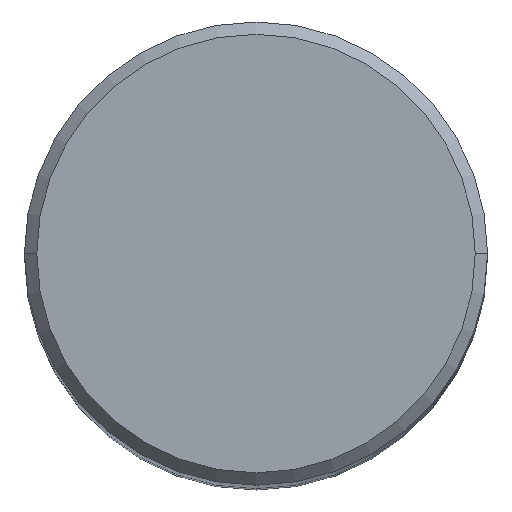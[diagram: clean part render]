
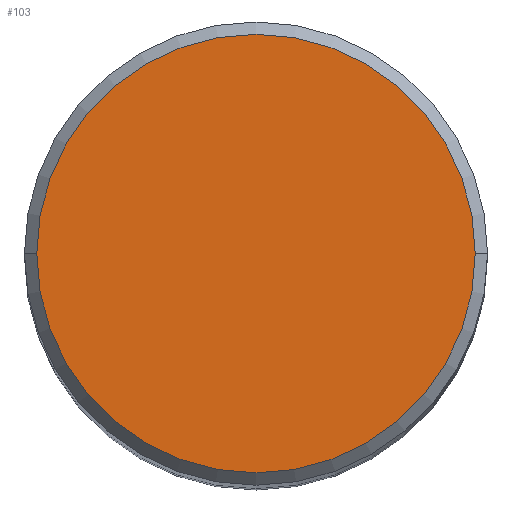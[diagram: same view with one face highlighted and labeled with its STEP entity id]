
A CAD part, top view. The second image highlights one B-rep face of the part: STEP entity #103.
In plain terms, the highlighted planar face has unit normal (0, 0, 1).
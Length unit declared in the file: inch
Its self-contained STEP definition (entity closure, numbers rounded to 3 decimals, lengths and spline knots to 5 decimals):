
#3 = DIRECTION ( 'NONE',  ( 1., 0., 0. ) ) ;
#10 = CARTESIAN_POINT ( 'NONE',  ( 0., 0., 3.5 ) ) ;
#38 = AXIS2_PLACEMENT_3D ( 'NONE', #55, #211, #3 ) ;
#47 = CIRCLE ( 'NONE', #52, 0.26625 ) ;
#52 = AXIS2_PLACEMENT_3D ( 'NONE', #10, #195, #74 ) ;
#55 = CARTESIAN_POINT ( 'NONE',  ( 0., 0., 3.5 ) ) ;
#74 = DIRECTION ( 'NONE',  ( 1., 0., 0. ) ) ;
#84 = DIRECTION ( 'NONE',  ( 0., 0., 1. ) ) ;
#97 = EDGE_CURVE ( 'NONE', #135, #120, #47, .T. ) ;
#101 = CARTESIAN_POINT ( 'NONE',  ( -0.26625, 0., 3.5 ) ) ;
#103 = ADVANCED_FACE ( 'NONE', ( #257 ), #148, .T. ) ;
#106 = CARTESIAN_POINT ( 'NONE',  ( 0., 0., 3.5 ) ) ;
#120 = VERTEX_POINT ( 'NONE', #101 ) ;
#135 = VERTEX_POINT ( 'NONE', #191 ) ;
#148 = PLANE ( 'NONE',  #38 ) ;
#173 = CIRCLE ( 'NONE', #185, 0.26625 ) ;
#182 = ORIENTED_EDGE ( 'NONE', *, *, #97, .T. ) ;
#185 = AXIS2_PLACEMENT_3D ( 'NONE', #106, #84, #220 ) ;
#191 = CARTESIAN_POINT ( 'NONE',  ( 0.26625, 0., 3.5 ) ) ;
#195 = DIRECTION ( 'NONE',  ( 0., 0., 1. ) ) ;
#211 = DIRECTION ( 'NONE',  ( 0., 0., 1. ) ) ;
#220 = DIRECTION ( 'NONE',  ( 1., 0., 0. ) ) ;
#229 = ORIENTED_EDGE ( 'NONE', *, *, #266, .T. ) ;
#257 = FACE_OUTER_BOUND ( 'NONE', #275, .T. ) ;
#266 = EDGE_CURVE ( 'NONE', #120, #135, #173, .T. ) ;
#275 = EDGE_LOOP ( 'NONE', ( #229, #182 ) ) ;
